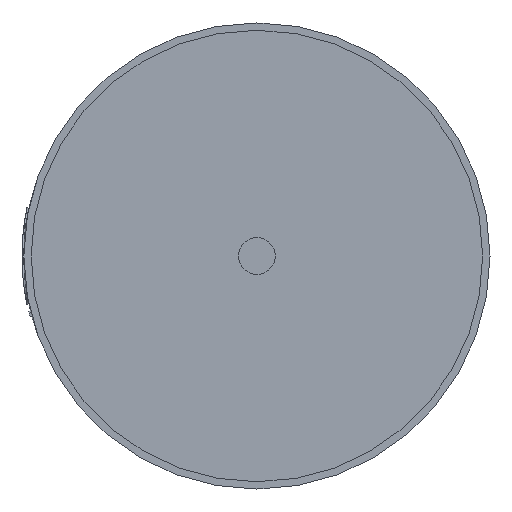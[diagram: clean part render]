
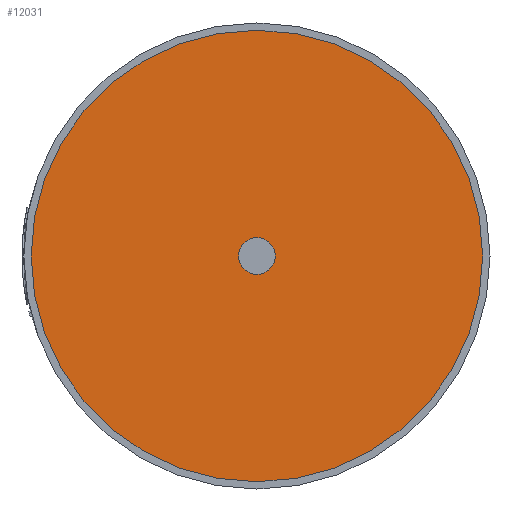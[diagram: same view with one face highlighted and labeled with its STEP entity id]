
A CAD part, left-side view. The second image highlights one B-rep face of the part: STEP entity #12031.
In plain terms, the highlighted planar face has unit normal (-1, 0, 0).
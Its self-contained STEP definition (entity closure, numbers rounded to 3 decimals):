
#1081 = DIRECTION ( 'NONE',  ( -1., 0., 0. ) ) ;
#1974 = CARTESIAN_POINT ( 'NONE',  ( -228.5, -4.63, 0. ) ) ;
#2661 = EDGE_LOOP ( 'NONE', ( #15457, #3602 ) ) ;
#2870 = CARTESIAN_POINT ( 'NONE',  ( -228.5, -17.93, 0. ) ) ;
#3033 = DIRECTION ( 'NONE',  ( 0., -1., 0. ) ) ;
#3064 = EDGE_CURVE ( 'NONE', #3482, #8058, #6141, .T. ) ;
#3074 = DIRECTION ( 'NONE',  ( -1., 0., 0. ) ) ;
#3482 = VERTEX_POINT ( 'NONE', #16068 ) ;
#3602 = ORIENTED_EDGE ( 'NONE', *, *, #18902, .F. ) ;
#5051 = FACE_BOUND ( 'NONE', #2661, .T. ) ;
#6141 = CIRCLE ( 'NONE', #14212, 12.3 ) ;
#8058 = VERTEX_POINT ( 'NONE', #1974 ) ;
#8084 = DIRECTION ( 'NONE',  ( 0., -1., 0. ) ) ;
#8634 = AXIS2_PLACEMENT_3D ( 'NONE', #21424, #1081, #18047 ) ;
#8763 = AXIS2_PLACEMENT_3D ( 'NONE', #12395, #23820, #14672 ) ;
#9656 = ORIENTED_EDGE ( 'NONE', *, *, #19028, .T. ) ;
#10184 = ORIENTED_EDGE ( 'NONE', *, *, #3064, .T. ) ;
#12031 = ADVANCED_FACE ( 'NONE', ( #5051, #14554 ), #14198, .T. ) ;
#12342 = CARTESIAN_POINT ( 'NONE',  ( -228.5, -16.93, 0. ) ) ;
#12395 = CARTESIAN_POINT ( 'NONE',  ( -228.5, -16.93, 0. ) ) ;
#12397 = VERTEX_POINT ( 'NONE', #2870 ) ;
#12574 = EDGE_LOOP ( 'NONE', ( #10184, #9656 ) ) ;
#14143 = DIRECTION ( 'NONE',  ( 0., -1., 0. ) ) ;
#14198 = PLANE ( 'NONE',  #8763 ) ;
#14212 = AXIS2_PLACEMENT_3D ( 'NONE', #15798, #19525, #3033 ) ;
#14554 = FACE_OUTER_BOUND ( 'NONE', #12574, .T. ) ;
#14672 = DIRECTION ( 'NONE',  ( 0., -1., 0. ) ) ;
#15457 = ORIENTED_EDGE ( 'NONE', *, *, #16749, .F. ) ;
#15554 = CIRCLE ( 'NONE', #8634, 12.3 ) ;
#15798 = CARTESIAN_POINT ( 'NONE',  ( -228.5, -16.93, 0. ) ) ;
#16068 = CARTESIAN_POINT ( 'NONE',  ( -228.5, -29.23, 0. ) ) ;
#16078 = VERTEX_POINT ( 'NONE', #18212 ) ;
#16703 = AXIS2_PLACEMENT_3D ( 'NONE', #17228, #19145, #8084 ) ;
#16749 = EDGE_CURVE ( 'NONE', #16078, #12397, #18793, .T. ) ;
#17228 = CARTESIAN_POINT ( 'NONE',  ( -228.5, -16.93, 0. ) ) ;
#18047 = DIRECTION ( 'NONE',  ( 0., -1., 0. ) ) ;
#18212 = CARTESIAN_POINT ( 'NONE',  ( -228.5, -15.93, 0. ) ) ;
#18626 = CIRCLE ( 'NONE', #16703, 1. ) ;
#18793 = CIRCLE ( 'NONE', #21872, 1. ) ;
#18902 = EDGE_CURVE ( 'NONE', #12397, #16078, #18626, .T. ) ;
#19028 = EDGE_CURVE ( 'NONE', #8058, #3482, #15554, .T. ) ;
#19145 = DIRECTION ( 'NONE',  ( -1., 0., 0. ) ) ;
#19525 = DIRECTION ( 'NONE',  ( -1., 0., 0. ) ) ;
#21424 = CARTESIAN_POINT ( 'NONE',  ( -228.5, -16.93, 0. ) ) ;
#21872 = AXIS2_PLACEMENT_3D ( 'NONE', #12342, #3074, #14143 ) ;
#23820 = DIRECTION ( 'NONE',  ( -1., 0., 0. ) ) ;
